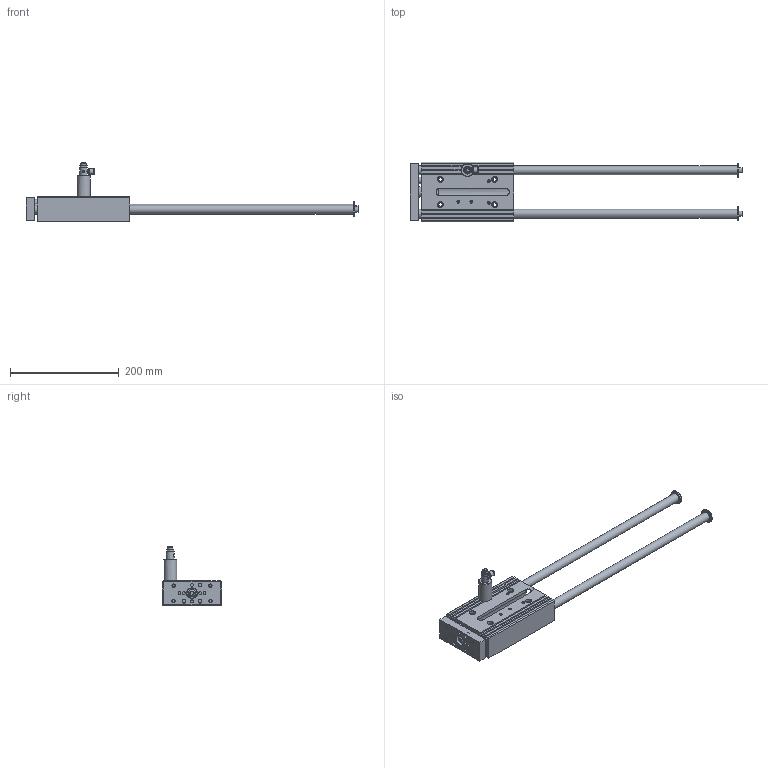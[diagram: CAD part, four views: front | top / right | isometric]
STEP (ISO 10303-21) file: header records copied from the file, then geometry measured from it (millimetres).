
FILE_DESCRIPTION( ( 'STEP AP214' ), '1' );
FILE_NAME( '8305241.step', '2010-06-10T07:12:13', ( ' ' ), ( ' ' ), 'XStep 1.0', ' ', ' ' );
FILE_SCHEMA( ( 'automotive_design' ) );
Length unit declared in the file: millimetre
Products named in the file (2): 1; 2
Bounding box: 611.5 x 110 x 109.16 mm (x, y, z)
Volume: 890939.6 mm3; surface area: 196721 mm2
Topology: 2 solids, 3 shells, 299 faces, 704 edges, 459 vertices
Faces by surface type: plane 151, cylinder 93, cone 47, sphere 4, torus 4
Full cylindrical faces by diameter (mm): 3.5 x1, 4.134 x8, 4.5 x1, 4.918 x4, 5.02 x8, 5.1 x4, 6 x1, 6.6 x3, 6.647 x8, 6.75 x4, 7.2 x1, 8 x3, 9.9 x1, 10 x4, 10.5 x1, 11 x7, 12 x1, 14 x1, 16 x5, 18.5 x2, 20 x1, 24 x2, 25 x2, 34 x1
Entity records: 10548 total; most frequent: CARTESIAN_POINT 1768, DIRECTION 1345, ORIENTED_EDGE 1090, EDGE_CURVE 545, AXIS2_PLACEMENT_3D 538, EDGE_LOOP 496, VERTEX_POINT 421, FACE_OUTER_BOUND 378
